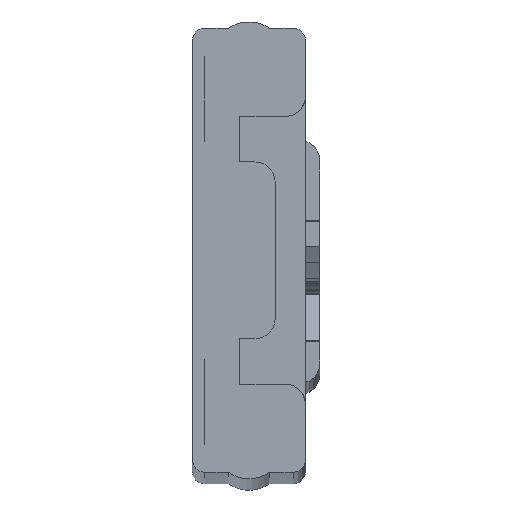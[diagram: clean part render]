
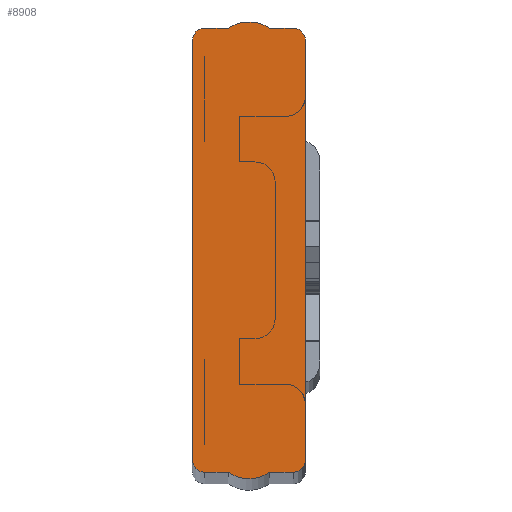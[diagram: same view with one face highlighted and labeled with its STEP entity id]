
A CAD part, top view. The second image highlights one B-rep face of the part: STEP entity #8908.
In plain terms, the highlighted face is planar.
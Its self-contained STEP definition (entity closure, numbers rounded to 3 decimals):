
#39 = DIRECTION ( 'NONE',  ( 1., 0., 0. ) ) ;
#106 = EDGE_LOOP ( 'NONE', ( #5312, #1175, #1313, #4611, #6427, #5755, #3196, #1364, #4750, #1448, #6614, #6556 ) ) ;
#120 = CARTESIAN_POINT ( 'NONE',  ( 11.2, 20.8, -325. ) ) ;
#122 = EDGE_CURVE ( 'NONE', #7150, #3880, #8525, .T. ) ;
#167 = CARTESIAN_POINT ( 'NONE',  ( 1.2, -22., -325. ) ) ;
#367 = EDGE_CURVE ( 'NONE', #3404, #7150, #3823, .T. ) ;
#577 = FACE_OUTER_BOUND ( 'NONE', #106, .T. ) ;
#630 = EDGE_CURVE ( 'NONE', #9534, #5695, #6654, .T. ) ;
#893 = AXIS2_PLACEMENT_3D ( 'NONE', #2585, #5636, #1836 ) ;
#954 = LINE ( 'NONE', #6983, #7893 ) ;
#986 = EDGE_CURVE ( 'NONE', #8613, #7828, #6804, .T. ) ;
#996 = CARTESIAN_POINT ( 'NONE',  ( 7.627, 22., -325. ) ) ;
#1000 = DIRECTION ( 'NONE',  ( 0., 0., 1. ) ) ;
#1175 = ORIENTED_EDGE ( 'NONE', *, *, #6540, .F. ) ;
#1217 = CARTESIAN_POINT ( 'NONE',  ( 1.2, 22., -325. ) ) ;
#1256 = CIRCLE ( 'NONE', #6816, 1.2 ) ;
#1313 = ORIENTED_EDGE ( 'NONE', *, *, #5217, .F. ) ;
#1364 = ORIENTED_EDGE ( 'NONE', *, *, #4045, .F. ) ;
#1372 = EDGE_CURVE ( 'NONE', #4999, #9534, #4758, .T. ) ;
#1448 = ORIENTED_EDGE ( 'NONE', *, *, #7130, .F. ) ;
#1613 = LINE ( 'NONE', #6941, #4041 ) ;
#1836 = DIRECTION ( 'NONE',  ( -1., 0., 0. ) ) ;
#2064 = VERTEX_POINT ( 'NONE', #3365 ) ;
#2126 = DIRECTION ( 'NONE',  ( 1., 0., 0. ) ) ;
#2187 = CARTESIAN_POINT ( 'NONE',  ( 5.6, 19.025, -325. ) ) ;
#2244 = AXIS2_PLACEMENT_3D ( 'NONE', #9697, #8248, #9043 ) ;
#2356 = CARTESIAN_POINT ( 'NONE',  ( 7.627, -22., -325. ) ) ;
#2419 = DIRECTION ( 'NONE',  ( 0., 1., 0. ) ) ;
#2430 = AXIS2_PLACEMENT_3D ( 'NONE', #8681, #2552, #3352 ) ;
#2472 = EDGE_CURVE ( 'NONE', #5695, #8613, #8477, .T. ) ;
#2486 = VERTEX_POINT ( 'NONE', #167 ) ;
#2552 = DIRECTION ( 'NONE',  ( 0., 0., 1. ) ) ;
#2585 = CARTESIAN_POINT ( 'NONE',  ( 1.2, -20.8, -325. ) ) ;
#2635 = DIRECTION ( 'NONE',  ( -1., 0., 0. ) ) ;
#2699 = VECTOR ( 'NONE', #9449, 1000. ) ;
#2923 = AXIS2_PLACEMENT_3D ( 'NONE', #6616, #9657, #2126 ) ;
#3007 = DIRECTION ( 'NONE',  ( 1., 0., 0. ) ) ;
#3137 = EDGE_CURVE ( 'NONE', #3880, #7071, #1256, .T. ) ;
#3196 = ORIENTED_EDGE ( 'NONE', *, *, #1372, .F. ) ;
#3218 = VERTEX_POINT ( 'NONE', #7620 ) ;
#3352 = DIRECTION ( 'NONE',  ( -1., 0., 0. ) ) ;
#3365 = CARTESIAN_POINT ( 'NONE',  ( 10., 22., -325. ) ) ;
#3404 = VERTEX_POINT ( 'NONE', #996 ) ;
#3472 = AXIS2_PLACEMENT_3D ( 'NONE', #6137, #1000, #9361 ) ;
#3823 = CIRCLE ( 'NONE', #9383, 3.6 ) ;
#3880 = VERTEX_POINT ( 'NONE', #1217 ) ;
#4041 = VECTOR ( 'NONE', #3007, 1000. ) ;
#4045 = EDGE_CURVE ( 'NONE', #2486, #4999, #1613, .T. ) ;
#4273 = CARTESIAN_POINT ( 'NONE',  ( 0., 20.8, -325. ) ) ;
#4567 = PLANE ( 'NONE',  #2244 ) ;
#4611 = ORIENTED_EDGE ( 'NONE', *, *, #986, .F. ) ;
#4750 = ORIENTED_EDGE ( 'NONE', *, *, #6599, .F. ) ;
#4758 = CIRCLE ( 'NONE', #3472, 3.6 ) ;
#4981 = VECTOR ( 'NONE', #6553, 1000. ) ;
#4999 = VERTEX_POINT ( 'NONE', #7806 ) ;
#5137 = DIRECTION ( 'NONE',  ( 1., 0., 0. ) ) ;
#5217 = EDGE_CURVE ( 'NONE', #7828, #2064, #7210, .T. ) ;
#5312 = ORIENTED_EDGE ( 'NONE', *, *, #367, .F. ) ;
#5395 = CARTESIAN_POINT ( 'NONE',  ( 10., -22., -325. ) ) ;
#5636 = DIRECTION ( 'NONE',  ( 0., 0., 1. ) ) ;
#5687 = CARTESIAN_POINT ( 'NONE',  ( 11.2, 20.8, -325. ) ) ;
#5695 = VERTEX_POINT ( 'NONE', #5395 ) ;
#5755 = ORIENTED_EDGE ( 'NONE', *, *, #630, .F. ) ;
#5933 = DIRECTION ( 'NONE',  ( 0., 0., 1. ) ) ;
#6137 = CARTESIAN_POINT ( 'NONE',  ( 5.6, -19.025, -325. ) ) ;
#6322 = CARTESIAN_POINT ( 'NONE',  ( 3.573, 22., -325. ) ) ;
#6427 = ORIENTED_EDGE ( 'NONE', *, *, #2472, .F. ) ;
#6540 = EDGE_CURVE ( 'NONE', #2064, #3404, #954, .T. ) ;
#6553 = DIRECTION ( 'NONE',  ( 1., 0., 0. ) ) ;
#6556 = ORIENTED_EDGE ( 'NONE', *, *, #122, .F. ) ;
#6599 = EDGE_CURVE ( 'NONE', #3218, #2486, #8687, .T. ) ;
#6614 = ORIENTED_EDGE ( 'NONE', *, *, #3137, .F. ) ;
#6616 = CARTESIAN_POINT ( 'NONE',  ( 10., 20.8, -325. ) ) ;
#6654 = LINE ( 'NONE', #9488, #4981 ) ;
#6804 = LINE ( 'NONE', #120, #7431 ) ;
#6816 = AXIS2_PLACEMENT_3D ( 'NONE', #8971, #9869, #39 ) ;
#6941 = CARTESIAN_POINT ( 'NONE',  ( 3.573, -22., -325. ) ) ;
#6983 = CARTESIAN_POINT ( 'NONE',  ( 10., 22., -325. ) ) ;
#7071 = VERTEX_POINT ( 'NONE', #9500 ) ;
#7130 = EDGE_CURVE ( 'NONE', #7071, #3218, #8060, .T. ) ;
#7150 = VERTEX_POINT ( 'NONE', #8111 ) ;
#7210 = CIRCLE ( 'NONE', #2923, 1.2 ) ;
#7422 = VECTOR ( 'NONE', #9267, 1000. ) ;
#7431 = VECTOR ( 'NONE', #2419, 1000. ) ;
#7620 = CARTESIAN_POINT ( 'NONE',  ( 0., -20.8, -325. ) ) ;
#7756 = CARTESIAN_POINT ( 'NONE',  ( 11.2, -20.8, -325. ) ) ;
#7806 = CARTESIAN_POINT ( 'NONE',  ( 3.573, -22., -325. ) ) ;
#7828 = VERTEX_POINT ( 'NONE', #5687 ) ;
#7893 = VECTOR ( 'NONE', #2635, 1000. ) ;
#8060 = LINE ( 'NONE', #4273, #2699 ) ;
#8111 = CARTESIAN_POINT ( 'NONE',  ( 3.573, 22., -325. ) ) ;
#8248 = DIRECTION ( 'NONE',  ( 0., 0., 1. ) ) ;
#8477 = CIRCLE ( 'NONE', #2430, 1.2 ) ;
#8525 = LINE ( 'NONE', #6322, #7422 ) ;
#8613 = VERTEX_POINT ( 'NONE', #7756 ) ;
#8681 = CARTESIAN_POINT ( 'NONE',  ( 10., -20.8, -325. ) ) ;
#8687 = CIRCLE ( 'NONE', #893, 1.2 ) ;
#8908 = ADVANCED_FACE ( 'NONE', ( #577 ), #4567, .F. ) ;
#8971 = CARTESIAN_POINT ( 'NONE',  ( 1.2, 20.8, -325. ) ) ;
#9043 = DIRECTION ( 'NONE',  ( 1., 0., 0. ) ) ;
#9267 = DIRECTION ( 'NONE',  ( -1., 0., 0. ) ) ;
#9361 = DIRECTION ( 'NONE',  ( -1., 0., 0. ) ) ;
#9383 = AXIS2_PLACEMENT_3D ( 'NONE', #2187, #5933, #5137 ) ;
#9449 = DIRECTION ( 'NONE',  ( 0., -1., 0. ) ) ;
#9488 = CARTESIAN_POINT ( 'NONE',  ( 10., -22., -325. ) ) ;
#9500 = CARTESIAN_POINT ( 'NONE',  ( 0., 20.8, -325. ) ) ;
#9534 = VERTEX_POINT ( 'NONE', #2356 ) ;
#9657 = DIRECTION ( 'NONE',  ( 0., 0., 1. ) ) ;
#9697 = CARTESIAN_POINT ( 'NONE',  ( 5.6, 19.025, -325. ) ) ;
#9869 = DIRECTION ( 'NONE',  ( 0., 0., 1. ) ) ;
